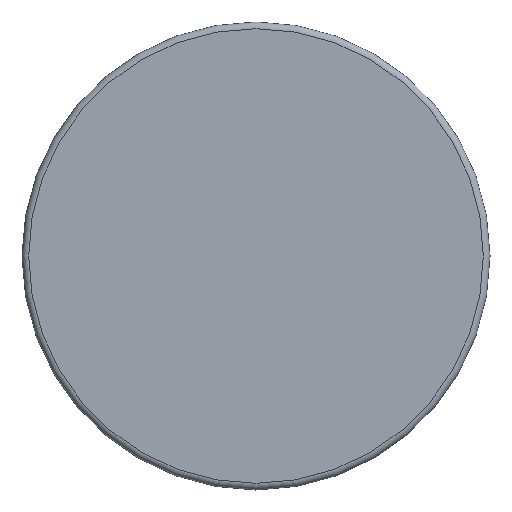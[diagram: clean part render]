
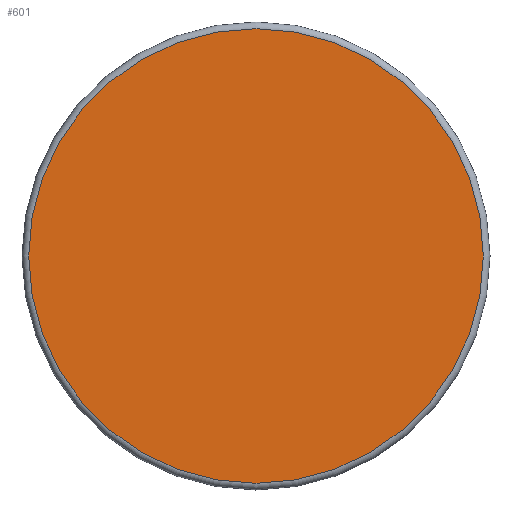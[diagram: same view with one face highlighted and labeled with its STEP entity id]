
A CAD part, front view. The second image highlights one B-rep face of the part: STEP entity #601.
In plain terms, the highlighted planar face has unit normal (0, -1, 0).
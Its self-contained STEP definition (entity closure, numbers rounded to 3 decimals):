
#35=PLANE('',#657);
#188=FACE_OUTER_BOUND('',#223,.T.);
#223=EDGE_LOOP('',(#434));
#264=CIRCLE('',#652,43.18);
#280=VERTEX_POINT('',#904);
#338=EDGE_CURVE('',#280,#280,#264,.T.);
#434=ORIENTED_EDGE('',*,*,#338,.F.);
#601=ADVANCED_FACE('',(#188),#35,.F.);
#652=AXIS2_PLACEMENT_3D('',#906,#720,#721);
#657=AXIS2_PLACEMENT_3D('',#914,#731,#732);
#720=DIRECTION('center_axis',(0.,1.,0.));
#721=DIRECTION('ref_axis',(1.,0.,0.));
#731=DIRECTION('center_axis',(0.,1.,0.));
#732=DIRECTION('ref_axis',(1.,0.,0.));
#904=CARTESIAN_POINT('',(0.,0.,-43.18));
#906=CARTESIAN_POINT('Origin',(0.,0.,0.));
#914=CARTESIAN_POINT('Origin',(0.,0.,0.));
